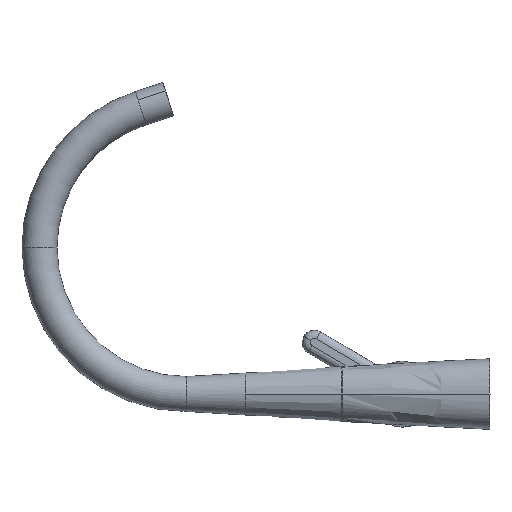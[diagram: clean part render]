
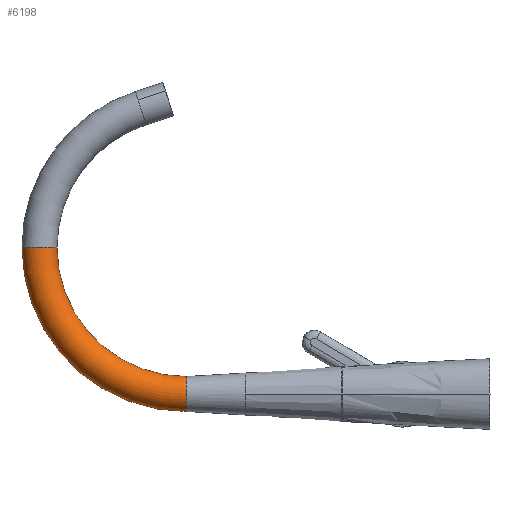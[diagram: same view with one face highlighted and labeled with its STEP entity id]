
A CAD part, left-side view. The second image highlights one B-rep face of the part: STEP entity #6198.
In plain terms, the highlighted toroidal (fillet/blend) face has major radius 108.883 mm and minor radius 13 mm.
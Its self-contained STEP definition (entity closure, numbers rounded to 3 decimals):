
#22 = CARTESIAN_POINT ( 'NONE',  ( -2.119, 225.749, 12.833 ) ) ;
#25 = ORIENTED_EDGE ( 'NONE', *, *, #7698, .T. ) ;
#116 = CARTESIAN_POINT ( 'NONE',  ( 0., 347.632, 108.883 ) ) ;
#428 = CARTESIAN_POINT ( 'NONE',  ( 0., 334.632, 108.883 ) ) ;
#537 = VERTEX_POINT ( 'NONE', #6938 ) ;
#669 = CIRCLE ( 'NONE', #6393, 121.883 ) ;
#680 = CARTESIAN_POINT ( 'NONE',  ( -11.666, 225.749, 5.753 ) ) ;
#701 = CARTESIAN_POINT ( 'NONE',  ( -5.753, 225.749, -11.666 ) ) ;
#764 = DIRECTION ( 'NONE',  ( -1., 0., 0. ) ) ;
#788 = CARTESIAN_POINT ( 'NONE',  ( 0., 225.749, -13. ) ) ;
#1005 = CARTESIAN_POINT ( 'NONE',  ( -12.173, 225.749, -4.582 ) ) ;
#1083 = DIRECTION ( 'NONE',  ( 1., 0., 0. ) ) ;
#1120 = CARTESIAN_POINT ( 'NONE',  ( 0., 321.632, 108.883 ) ) ;
#1247 = CARTESIAN_POINT ( 'NONE',  ( -7.576, 225.749, -10.573 ) ) ;
#1255 = EDGE_CURVE ( 'NONE', #5388, #537, #1681, .T. ) ;
#1257 = VERTEX_POINT ( 'NONE', #2033 ) ;
#1325 = CARTESIAN_POINT ( 'NONE',  ( -5.368, 225.749, 11.848 ) ) ;
#1425 = CARTESIAN_POINT ( 'NONE',  ( 0., 225.749, 108.883 ) ) ;
#1433 = AXIS2_PLACEMENT_3D ( 'NONE', #428, #4977, #1083 ) ;
#1532 = CARTESIAN_POINT ( 'NONE',  ( -12.896, 225.749, -1.698 ) ) ;
#1563 = CARTESIAN_POINT ( 'NONE',  ( -0.851, 225.749, -12.979 ) ) ;
#1631 = DIRECTION ( 'NONE',  ( 0., -1., 0. ) ) ;
#1656 = CARTESIAN_POINT ( 'NONE',  ( -3.367, 225.749, 12.564 ) ) ;
#1681 = CIRCLE ( 'NONE', #6085, 95.883 ) ;
#1942 = CARTESIAN_POINT ( 'NONE',  ( -13., 225.749, -0.425 ) ) ;
#2023 = CARTESIAN_POINT ( 'NONE',  ( -11.264, 225.749, 6.503 ) ) ;
#2033 = CARTESIAN_POINT ( 'NONE',  ( 0., 225.749, -13. ) ) ;
#2076 = DIRECTION ( 'NONE',  ( 0., -1., 0. ) ) ;
#2109 = CARTESIAN_POINT ( 'NONE',  ( -8.576, 225.749, -9.779 ) ) ;
#2151 = EDGE_LOOP ( 'NONE', ( #5431, #25, #2660, #3616 ) ) ;
#2259 = CARTESIAN_POINT ( 'NONE',  ( -6.869, 225.749, -11.045 ) ) ;
#2278 = CARTESIAN_POINT ( 'NONE',  ( -2.953, 225.749, -12.667 ) ) ;
#2492 = CARTESIAN_POINT ( 'NONE',  ( -10.319, 225.749, -7.918 ) ) ;
#2601 = CARTESIAN_POINT ( 'NONE',  ( -10.573, 225.749, 7.576 ) ) ;
#2660 = ORIENTED_EDGE ( 'NONE', *, *, #3308, .F. ) ;
#2679 = CARTESIAN_POINT ( 'NONE',  ( -8.892, 225.749, 9.493 ) ) ;
#2822 = CARTESIAN_POINT ( 'NONE',  ( -5.368, 225.749, -11.848 ) ) ;
#2863 = DIRECTION ( 'NONE',  ( -1., 0., 0. ) ) ;
#2917 = CARTESIAN_POINT ( 'NONE',  ( -5.753, 225.749, 11.666 ) ) ;
#2957 = CARTESIAN_POINT ( 'NONE',  ( -10.319, 225.749, 7.918 ) ) ;
#2999 = CARTESIAN_POINT ( 'NONE',  ( -7.918, 225.749, 10.319 ) ) ;
#3086 = CARTESIAN_POINT ( 'NONE',  ( -12.833, 225.749, 2.119 ) ) ;
#3133 = AXIS2_PLACEMENT_3D ( 'NONE', #7891, #764, #8313 ) ;
#3169 = CARTESIAN_POINT ( 'NONE',  ( -0.425, 225.749, -13. ) ) ;
#3198 = CARTESIAN_POINT ( 'NONE',  ( -6.869, 225.749, 11.045 ) ) ;
#3249 = CARTESIAN_POINT ( 'NONE',  ( -12.564, 225.749, -3.367 ) ) ;
#3274 = CARTESIAN_POINT ( 'NONE',  ( -6.503, 225.749, 11.264 ) ) ;
#3308 = EDGE_CURVE ( 'NONE', #537, #1257, #5230, .T. ) ;
#3310 = CIRCLE ( 'NONE', #1433, 13. ) ;
#3616 = ORIENTED_EDGE ( 'NONE', *, *, #1255, .F. ) ;
#4068 = CARTESIAN_POINT ( 'NONE',  ( -12.173, 225.749, 4.582 ) ) ;
#4093 = CARTESIAN_POINT ( 'NONE',  ( -13., 225.749, 0.425 ) ) ;
#4123 = CARTESIAN_POINT ( 'NONE',  ( -0.425, 225.749, 13. ) ) ;
#4276 = CARTESIAN_POINT ( 'NONE',  ( -9.779, 225.749, -8.576 ) ) ;
#4315 = CARTESIAN_POINT ( 'NONE',  ( -4.181, 225.749, -12.317 ) ) ;
#4474 = CARTESIAN_POINT ( 'NONE',  ( -6.503, 225.749, -11.264 ) ) ;
#4560 = CARTESIAN_POINT ( 'NONE',  ( -11.666, 225.749, -5.753 ) ) ;
#4592 = CARTESIAN_POINT ( 'NONE',  ( -11.045, 225.749, 6.869 ) ) ;
#4649 = CARTESIAN_POINT ( 'NONE',  ( -12.833, 225.749, -2.119 ) ) ;
#4736 = CARTESIAN_POINT ( 'NONE',  ( -3.367, 225.749, -12.564 ) ) ;
#4822 = CARTESIAN_POINT ( 'NONE',  ( -12.667, 225.749, 2.953 ) ) ;
#4962 = CARTESIAN_POINT ( 'NONE',  ( -4.582, 225.749, -12.173 ) ) ;
#4977 = DIRECTION ( 'NONE',  ( 0., 0., 1. ) ) ;
#5036 = CARTESIAN_POINT ( 'NONE',  ( -0.851, 225.749, 12.979 ) ) ;
#5083 = CARTESIAN_POINT ( 'NONE',  ( -9.493, 225.749, -8.892 ) ) ;
#5230 = B_SPLINE_CURVE_WITH_KNOTS ( 'NONE', 3,
 ( #7233, #4123, #5036, #6820, #22, #7554, #1656, #7972, #8119, #1325, #2917, #3274, #3198, #8225, #2999, #5720, #2679, #6523, #5933, #2957, #2601, #4592, #2023, #680, #7833, #4068, #7206, #8420, #4822, #3086, #5635, #5991, #4093, #1942, #7093, #1532, #4649, #5297, #3249, #8132, #1005, #8183, #4560, #6902, #6669, #5269, #2492, #4276, #5083, #7061, #2109, #6875, #1247, #2259, #4474, #701, #2822, #4962, #4315, #4736, #2278, #5583, #8150, #1563, #3169, #788 ),
 .UNSPECIFIED., .F., .F.,
 ( 4, 2, 2, 2, 2, 2, 2, 2, 2, 2, 2, 2, 2, 2, 2, 2, 2, 2, 2, 2, 2, 2, 2, 2, 2, 2, 2, 2, 2, 2, 2, 2, 4 ),
 ( 0.5, 0.516, 0.531, 0.547, 0.562, 0.578, 0.594, 0.609, 0.625, 0.641, 0.656, 0.672, 0.687, 0.703, 0.719, 0.734, 0.75, 0.766, 0.781, 0.797, 0.812, 0.828, 0.844, 0.859, 0.875, 0.891, 0.906, 0.922, 0.938, 0.953, 0.969, 0.984, 1. ),
 .UNSPECIFIED. ) ;
#5269 = CARTESIAN_POINT ( 'NONE',  ( -10.573, 225.749, -7.576 ) ) ;
#5297 = CARTESIAN_POINT ( 'NONE',  ( -12.667, 225.749, -2.953 ) ) ;
#5388 = VERTEX_POINT ( 'NONE', #1120 ) ;
#5431 = ORIENTED_EDGE ( 'NONE', *, *, #7374, .F. ) ;
#5583 = CARTESIAN_POINT ( 'NONE',  ( -2.119, 225.749, -12.833 ) ) ;
#5608 = CARTESIAN_POINT ( 'NONE',  ( 0., 225.749, 108.883 ) ) ;
#5635 = CARTESIAN_POINT ( 'NONE',  ( -12.896, 225.749, 1.698 ) ) ;
#5720 = CARTESIAN_POINT ( 'NONE',  ( -8.576, 225.749, 9.779 ) ) ;
#5933 = CARTESIAN_POINT ( 'NONE',  ( -9.779, 225.749, 8.576 ) ) ;
#5964 = TOROIDAL_SURFACE ( 'NONE', #3133, 108.883, 13. ) ;
#5982 = DIRECTION ( 'NONE',  ( -1., 0., 0. ) ) ;
#5991 = CARTESIAN_POINT ( 'NONE',  ( -12.979, 225.749, 0.851 ) ) ;
#6085 = AXIS2_PLACEMENT_3D ( 'NONE', #5608, #2863, #1631 ) ;
#6198 = ADVANCED_FACE ( 'NONE', ( #6759 ), #5964, .T. ) ;
#6393 = AXIS2_PLACEMENT_3D ( 'NONE', #1425, #5982, #2076 ) ;
#6523 = CARTESIAN_POINT ( 'NONE',  ( -9.493, 225.749, 8.892 ) ) ;
#6669 = CARTESIAN_POINT ( 'NONE',  ( -11.045, 225.749, -6.869 ) ) ;
#6759 = FACE_OUTER_BOUND ( 'NONE', #2151, .T. ) ;
#6820 = CARTESIAN_POINT ( 'NONE',  ( -1.698, 225.749, 12.896 ) ) ;
#6875 = CARTESIAN_POINT ( 'NONE',  ( -7.918, 225.749, -10.319 ) ) ;
#6902 = CARTESIAN_POINT ( 'NONE',  ( -11.264, 225.749, -6.503 ) ) ;
#6938 = CARTESIAN_POINT ( 'NONE',  ( 0., 225.749, 13. ) ) ;
#7061 = CARTESIAN_POINT ( 'NONE',  ( -8.892, 225.749, -9.493 ) ) ;
#7093 = CARTESIAN_POINT ( 'NONE',  ( -12.979, 225.749, -0.851 ) ) ;
#7206 = CARTESIAN_POINT ( 'NONE',  ( -12.317, 225.749, 4.181 ) ) ;
#7233 = CARTESIAN_POINT ( 'NONE',  ( 0., 225.749, 13. ) ) ;
#7374 = EDGE_CURVE ( 'NONE', #8443, #5388, #3310, .T. ) ;
#7554 = CARTESIAN_POINT ( 'NONE',  ( -2.953, 225.749, 12.667 ) ) ;
#7698 = EDGE_CURVE ( 'NONE', #8443, #1257, #669, .T. ) ;
#7833 = CARTESIAN_POINT ( 'NONE',  ( -11.848, 225.749, 5.368 ) ) ;
#7891 = CARTESIAN_POINT ( 'NONE',  ( 0., 225.749, 108.883 ) ) ;
#7972 = CARTESIAN_POINT ( 'NONE',  ( -4.181, 225.749, 12.317 ) ) ;
#8119 = CARTESIAN_POINT ( 'NONE',  ( -4.582, 225.749, 12.173 ) ) ;
#8132 = CARTESIAN_POINT ( 'NONE',  ( -12.317, 225.749, -4.181 ) ) ;
#8150 = CARTESIAN_POINT ( 'NONE',  ( -1.698, 225.749, -12.896 ) ) ;
#8183 = CARTESIAN_POINT ( 'NONE',  ( -11.848, 225.749, -5.368 ) ) ;
#8225 = CARTESIAN_POINT ( 'NONE',  ( -7.576, 225.749, 10.573 ) ) ;
#8313 = DIRECTION ( 'NONE',  ( 0., 1., 0. ) ) ;
#8420 = CARTESIAN_POINT ( 'NONE',  ( -12.564, 225.749, 3.367 ) ) ;
#8443 = VERTEX_POINT ( 'NONE', #116 ) ;
